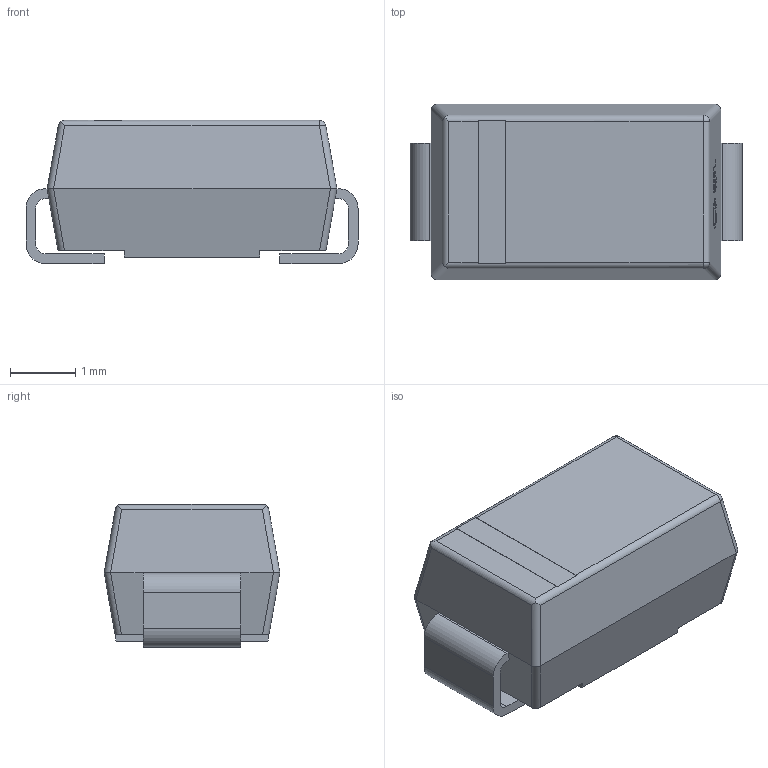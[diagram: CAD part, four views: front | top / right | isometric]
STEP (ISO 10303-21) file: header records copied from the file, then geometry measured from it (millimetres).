
FILE_DESCRIPTION (( 'STEP AP214' ), '1' );
FILE_NAME ('SMA_L4.5-W2.7-LS5.1-RD.step', '2022-07-15T04:48:32', ( '' ), ( '' ), 'SwSTEP 2.0', 'SolidWorks 2020', '' );
FILE_SCHEMA (( 'AUTOMOTIVE_DESIGN' ));
Length unit declared in the file: millimetre
Products named in the file (1): SMA_L4.5-W2.7-LS5.1-RD
Bounding box: 5.1 x 2.7 x 2.2 mm (x, y, z)
Volume: 23 mm3; surface area: 61.6 mm2
Topology: 14 solids, 14 shells, 348 faces, 921 edges, 608 vertices
Faces by surface type: plane 214, bspline 112, cylinder 20, sphere 2
Entity records: 15862 total; most frequent: CARTESIAN_POINT 4024, ORIENTED_EDGE 1842, DIRECTION 1179, EDGE_CURVE 921, VECTOR 653, LINE 653, VERTEX_POINT 608, EDGE_LOOP 367
